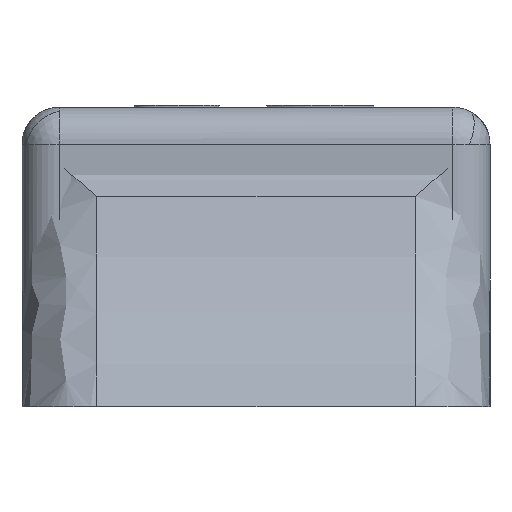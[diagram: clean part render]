
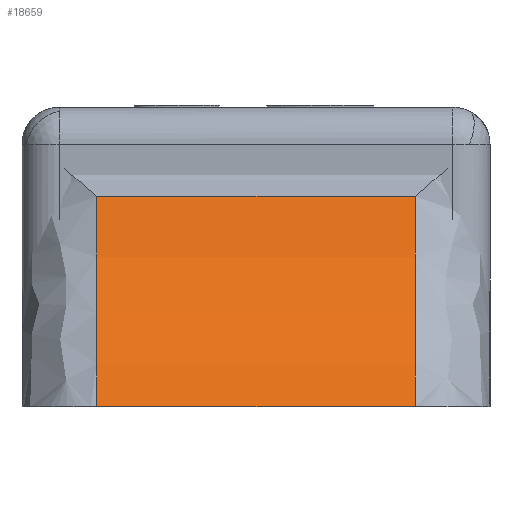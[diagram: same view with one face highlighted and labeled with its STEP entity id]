
A CAD part, left-side view. The second image highlights one B-rep face of the part: STEP entity #18659.
In plain terms, the highlighted cylindrical face has radius 1.026 mm (diameter 2.053 mm), a partial arc.
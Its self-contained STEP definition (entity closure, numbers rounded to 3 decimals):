
#85 = EDGE_CURVE ( 'NONE', #12546, #12361, #4999, .T. ) ;
#262 = CIRCLE ( 'NONE', #13648, 1.026 ) ;
#765 = DIRECTION ( 'NONE',  ( 0., 0., -1. ) ) ;
#1196 = EDGE_LOOP ( 'NONE', ( #10043, #9322, #20204, #1274 ) ) ;
#1274 = ORIENTED_EDGE ( 'NONE', *, *, #19237, .F. ) ;
#1304 = DIRECTION ( 'NONE',  ( 0., -1., 0. ) ) ;
#1363 = VERTEX_POINT ( 'NONE', #8888 ) ;
#3714 = CARTESIAN_POINT ( 'NONE',  ( -2.02, -0.425, 0.818 ) ) ;
#4999 = CIRCLE ( 'NONE', #8834, 1.026 ) ;
#5794 = VERTEX_POINT ( 'NONE', #7050 ) ;
#6078 = FACE_OUTER_BOUND ( 'NONE', #1196, .T. ) ;
#7050 = CARTESIAN_POINT ( 'NONE',  ( -1.4, 0.425, 0. ) ) ;
#7710 = CYLINDRICAL_SURFACE ( 'NONE', #10613, 1.026 ) ;
#8115 = CARTESIAN_POINT ( 'NONE',  ( -1.026, -9.375, 0.562 ) ) ;
#8208 = LINE ( 'NONE', #20025, #13619 ) ;
#8419 = DIRECTION ( 'NONE',  ( 0., 1., 0. ) ) ;
#8633 = DIRECTION ( 'NONE',  ( 0., 0., 1. ) ) ;
#8834 = AXIS2_PLACEMENT_3D ( 'NONE', #3714, #15268, #8633 ) ;
#8888 = CARTESIAN_POINT ( 'NONE',  ( -1.026, 0.425, 0.562 ) ) ;
#9322 = ORIENTED_EDGE ( 'NONE', *, *, #10436, .F. ) ;
#9561 = VECTOR ( 'NONE', #1304, 1000. ) ;
#9697 = DIRECTION ( 'NONE',  ( 0., 0., 1. ) ) ;
#9980 = EDGE_CURVE ( 'NONE', #5794, #1363, #262, .T. ) ;
#10043 = ORIENTED_EDGE ( 'NONE', *, *, #9980, .F. ) ;
#10436 = EDGE_CURVE ( 'NONE', #12361, #5794, #8208, .T. ) ;
#10564 = CARTESIAN_POINT ( 'NONE',  ( -2.02, 0.425, 0.818 ) ) ;
#10613 = AXIS2_PLACEMENT_3D ( 'NONE', #19975, #18217, #9697 ) ;
#10794 = DIRECTION ( 'NONE',  ( 0., -1., 0. ) ) ;
#12361 = VERTEX_POINT ( 'NONE', #15799 ) ;
#12546 = VERTEX_POINT ( 'NONE', #16793 ) ;
#13619 = VECTOR ( 'NONE', #8419, 1000. ) ;
#13648 = AXIS2_PLACEMENT_3D ( 'NONE', #10564, #10794, #765 ) ;
#15268 = DIRECTION ( 'NONE',  ( 0., 1., 0. ) ) ;
#15799 = CARTESIAN_POINT ( 'NONE',  ( -1.4, -0.425, 0. ) ) ;
#16793 = CARTESIAN_POINT ( 'NONE',  ( -1.026, -0.425, 0.562 ) ) ;
#18217 = DIRECTION ( 'NONE',  ( 0., 1., 0. ) ) ;
#18504 = LINE ( 'NONE', #8115, #9561 ) ;
#18659 = ADVANCED_FACE ( 'NONE', ( #6078 ), #7710, .F. ) ;
#19237 = EDGE_CURVE ( 'NONE', #1363, #12546, #18504, .T. ) ;
#19975 = CARTESIAN_POINT ( 'NONE',  ( -2.02, -9.375, 0.818 ) ) ;
#20025 = CARTESIAN_POINT ( 'NONE',  ( -1.4, 0., 0. ) ) ;
#20204 = ORIENTED_EDGE ( 'NONE', *, *, #85, .F. ) ;
